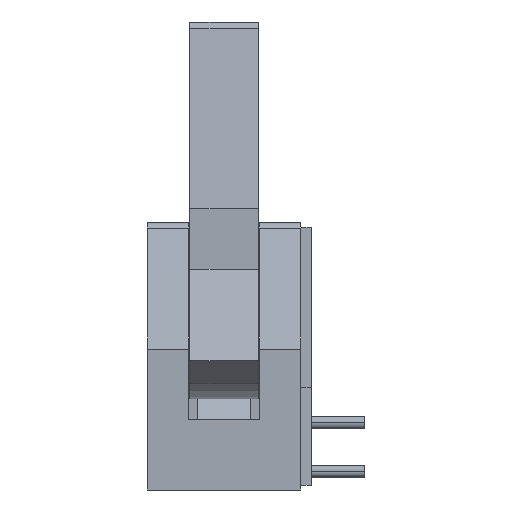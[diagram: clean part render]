
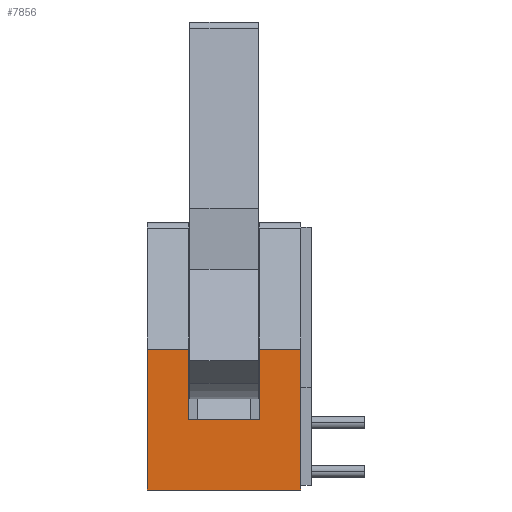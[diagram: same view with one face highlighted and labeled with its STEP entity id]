
A CAD part, left-side view. The second image highlights one B-rep face of the part: STEP entity #7856.
In plain terms, the highlighted planar face has unit normal (-1, 0, 0).
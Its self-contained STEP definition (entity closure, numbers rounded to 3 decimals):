
#199=DIRECTION('',(0.,0.,1.));
#200=VECTOR('',#199,7.341);
#201=CARTESIAN_POINT('',(-18.542,-4.001,-7.341));
#202=LINE('',#201,#200);
#1327=DIRECTION('',(0.,0.,1.));
#1328=VECTOR('',#1327,7.341);
#1329=CARTESIAN_POINT('',(-18.542,4.001,-7.341));
#1330=LINE('',#1329,#1328);
#2294=DIRECTION('',(0.,1.,0.));
#2295=VECTOR('',#2294,2.159);
#2296=CARTESIAN_POINT('',(-18.542,1.842,0.));
#2297=LINE('',#2296,#2295);
#2302=DIRECTION('',(0.,1.,0.));
#2303=VECTOR('',#2302,2.159);
#2304=CARTESIAN_POINT('',(-18.542,-4.001,0.));
#2305=LINE('',#2304,#2303);
#2306=DIRECTION('',(0.,1.,0.));
#2307=VECTOR('',#2306,3.683);
#2308=CARTESIAN_POINT('',(-18.542,-1.842,-3.683));
#2309=LINE('',#2308,#2307);
#2310=DIRECTION('',(0.,0.,-1.));
#2311=VECTOR('',#2310,3.683);
#2312=CARTESIAN_POINT('',(-18.542,-1.842,0.));
#2313=LINE('',#2312,#2311);
#2314=DIRECTION('',(0.,1.,0.));
#2315=VECTOR('',#2314,8.001);
#2316=CARTESIAN_POINT('',(-18.542,-4.001,-7.341));
#2317=LINE('',#2316,#2315);
#2318=DIRECTION('',(0.,0.,-1.));
#2319=VECTOR('',#2318,3.683);
#2320=CARTESIAN_POINT('',(-18.542,1.842,0.));
#2321=LINE('',#2320,#2319);
#3740=CARTESIAN_POINT('',(-18.542,-4.001,-7.341));
#3741=CARTESIAN_POINT('',(-18.542,-4.001,0.));
#3742=VERTEX_POINT('',#3740);
#3743=VERTEX_POINT('',#3741);
#3756=CARTESIAN_POINT('',(-18.542,4.001,-7.341));
#3757=CARTESIAN_POINT('',(-18.542,4.001,0.));
#3758=VERTEX_POINT('',#3756);
#3759=VERTEX_POINT('',#3757);
#4478=CARTESIAN_POINT('',(-18.542,-1.842,-3.683));
#4479=CARTESIAN_POINT('',(-18.542,1.842,-3.683));
#4480=VERTEX_POINT('',#4478);
#4481=VERTEX_POINT('',#4479);
#4482=CARTESIAN_POINT('',(-18.542,1.842,0.));
#4483=VERTEX_POINT('',#4482);
#4484=CARTESIAN_POINT('',(-18.542,-1.842,0.));
#4485=VERTEX_POINT('',#4484);
#7840=CARTESIAN_POINT('',(-18.542,-4.001,-7.341));
#7841=DIRECTION('',(-1.,0.,0.));
#7842=DIRECTION('',(0.,0.,1.));
#7843=AXIS2_PLACEMENT_3D('',#7840,#7841,#7842);
#7844=PLANE('',#7843);
#7845=ORIENTED_EDGE('',*,*,#5215,.F.);
#7846=ORIENTED_EDGE('',*,*,#7779,.F.);
#7847=ORIENTED_EDGE('',*,*,#7835,.F.);
#7848=ORIENTED_EDGE('',*,*,#4957,.F.);
#7850=ORIENTED_EDGE('',*,*,#7849,.T.);
#7851=ORIENTED_EDGE('',*,*,#6670,.T.);
#7852=ORIENTED_EDGE('',*,*,#7820,.F.);
#7853=ORIENTED_EDGE('',*,*,#7614,.T.);
#7854=EDGE_LOOP('',(#7845,#7846,#7847,#7848,#7850,#7851,#7852,#7853));
#7855=FACE_OUTER_BOUND('',#7854,.F.);
#4957=EDGE_CURVE('',#3742,#3743,#202,.T.);
#5215=EDGE_CURVE('',#4480,#4481,#2309,.T.);
#6670=EDGE_CURVE('',#3758,#3759,#1330,.T.);
#7614=EDGE_CURVE('',#4483,#4481,#2321,.T.);
#7779=EDGE_CURVE('',#4485,#4480,#2313,.T.);
#7820=EDGE_CURVE('',#4483,#3759,#2297,.T.);
#7835=EDGE_CURVE('',#3743,#4485,#2305,.T.);
#7849=EDGE_CURVE('',#3742,#3758,#2317,.T.);
#7856=ADVANCED_FACE('',(#7855),#7844,.T.);
